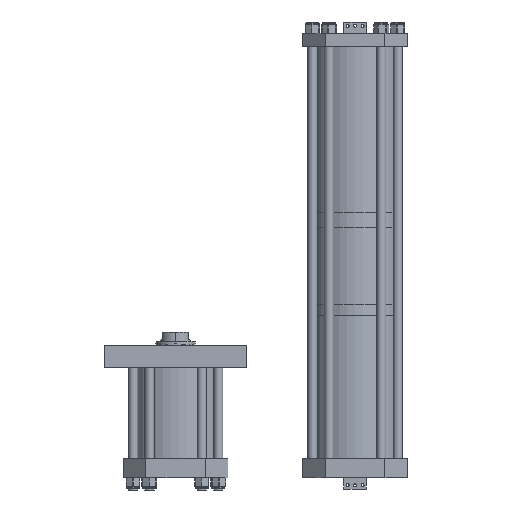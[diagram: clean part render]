
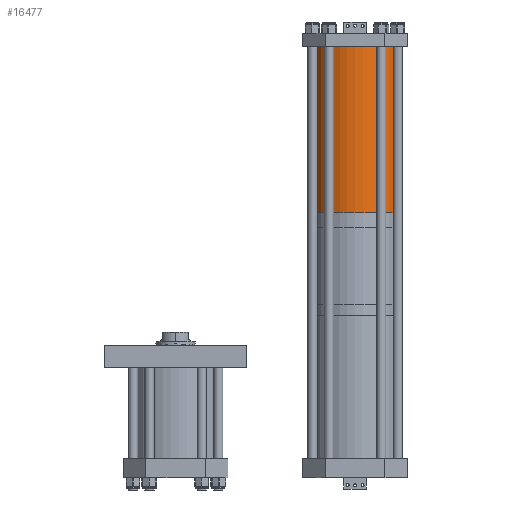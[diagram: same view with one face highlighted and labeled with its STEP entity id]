
A CAD part, front view. The second image highlights one B-rep face of the part: STEP entity #16477.
In plain terms, the highlighted cylindrical face has radius 152.4 mm (diameter 304.8 mm), a partial arc.
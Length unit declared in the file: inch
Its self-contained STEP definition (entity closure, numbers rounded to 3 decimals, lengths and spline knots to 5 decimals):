
#4 = DIRECTION ( 'NONE',  ( 1., 0., 0. ) ) ;
#430 = DIRECTION ( 'NONE',  ( 0., 0., -1. ) ) ;
#1231 = CARTESIAN_POINT ( 'NONE',  ( 6., 0., 22.284 ) ) ;
#1585 = DIRECTION ( 'NONE',  ( 0., 0., 1. ) ) ;
#1766 = DIRECTION ( 'NONE',  ( 1., 0., 0. ) ) ;
#1955 = DIRECTION ( 'NONE',  ( -1., 0., 0. ) ) ;
#2032 = CARTESIAN_POINT ( 'NONE',  ( 6., 0., 22.284 ) ) ;
#2196 = CARTESIAN_POINT ( 'NONE',  ( -6., 0., 22.284 ) ) ;
#2509 = VERTEX_POINT ( 'NONE', #9588 ) ;
#2576 = AXIS2_PLACEMENT_3D ( 'NONE', #18297, #430, #1955 ) ;
#3040 = VECTOR ( 'NONE', #7819, 39.37008 ) ;
#3413 = CYLINDRICAL_SURFACE ( 'NONE', #2576, 6. ) ;
#4587 = CARTESIAN_POINT ( 'NONE',  ( 0., 0., 0. ) ) ;
#4967 = LINE ( 'NONE', #2196, #5422 ) ;
#5349 = CIRCLE ( 'NONE', #10753, 6. ) ;
#5422 = VECTOR ( 'NONE', #18628, 39.37008 ) ;
#5831 = DIRECTION ( 'NONE',  ( 0., 0., 1. ) ) ;
#6427 = VERTEX_POINT ( 'NONE', #8100 ) ;
#6705 = VERTEX_POINT ( 'NONE', #1231 ) ;
#7092 = EDGE_CURVE ( 'NONE', #2509, #9138, #4967, .T. ) ;
#7819 = DIRECTION ( 'NONE',  ( 0., 0., -1. ) ) ;
#8100 = CARTESIAN_POINT ( 'NONE',  ( 6., 0., 0. ) ) ;
#8298 = FACE_OUTER_BOUND ( 'NONE', #12037, .T. ) ;
#8615 = LINE ( 'NONE', #2032, #3040 ) ;
#9138 = VERTEX_POINT ( 'NONE', #9313 ) ;
#9313 = CARTESIAN_POINT ( 'NONE',  ( -6., 0., 0. ) ) ;
#9588 = CARTESIAN_POINT ( 'NONE',  ( -6., 0., 22.284 ) ) ;
#10753 = AXIS2_PLACEMENT_3D ( 'NONE', #4587, #5831, #4 ) ;
#11624 = EDGE_CURVE ( 'NONE', #2509, #6705, #18686, .T. ) ;
#11863 = EDGE_CURVE ( 'NONE', #6705, #6427, #8615, .T. ) ;
#12037 = EDGE_LOOP ( 'NONE', ( #18813, #16182, #13558, #15611 ) ) ;
#13111 = EDGE_CURVE ( 'NONE', #9138, #6427, #5349, .T. ) ;
#13423 = AXIS2_PLACEMENT_3D ( 'NONE', #16374, #1585, #1766 ) ;
#13558 = ORIENTED_EDGE ( 'NONE', *, *, #7092, .T. ) ;
#15611 = ORIENTED_EDGE ( 'NONE', *, *, #13111, .T. ) ;
#16182 = ORIENTED_EDGE ( 'NONE', *, *, #11624, .F. ) ;
#16374 = CARTESIAN_POINT ( 'NONE',  ( 0., 0., 22.284 ) ) ;
#16477 = ADVANCED_FACE ( 'NONE', ( #8298 ), #3413, .T. ) ;
#18297 = CARTESIAN_POINT ( 'NONE',  ( 0., 0., 22.284 ) ) ;
#18628 = DIRECTION ( 'NONE',  ( 0., 0., -1. ) ) ;
#18686 = CIRCLE ( 'NONE', #13423, 6. ) ;
#18813 = ORIENTED_EDGE ( 'NONE', *, *, #11863, .F. ) ;
